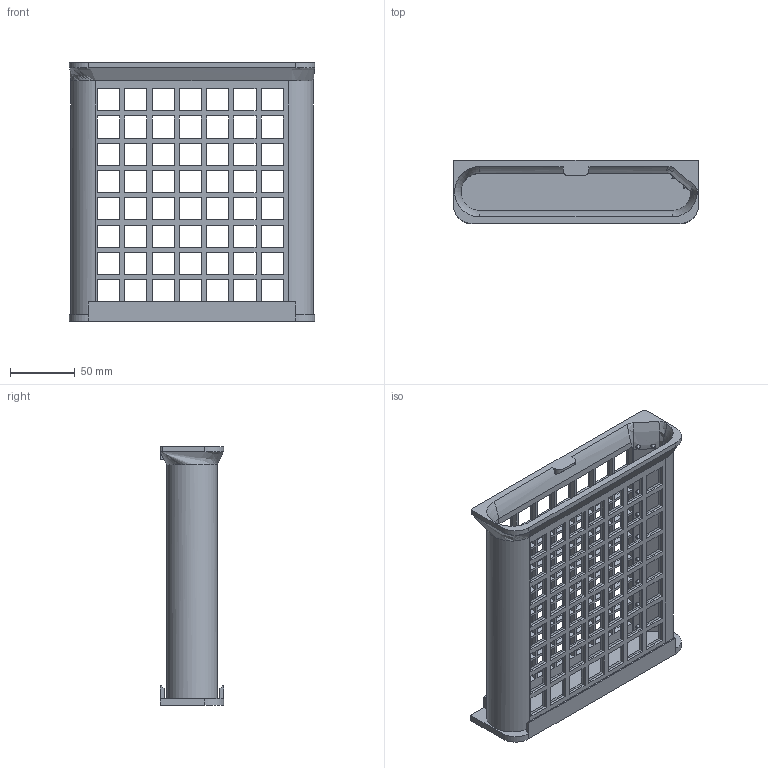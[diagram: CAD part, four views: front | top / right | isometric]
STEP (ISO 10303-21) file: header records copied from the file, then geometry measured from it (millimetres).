
FILE_DESCRIPTION(/* description */ (''),/* implementation_level */ '2;1');
FILE_NAME(/* name */ 'Fumes Desk Filter CA2 - carbon cartridge.step',/* time_stamp */ '2025-04-28T07:54:51-06:00',/* author */ (''),/* organization */ (''),/* preprocessor_version */ 'ST-DEVELOPER v20.1',/* originating_system */ 'Autodesk Translation Framework v14.4.0.0',/* authorisation */ '');
FILE_SCHEMA (('AUTOMOTIVE_DESIGN { 1 0 10303 214 3 1 1 }'));
Length unit declared in the file: millimetre
Products named in the file (1): carbon cartridge
Bounding box: 188.8 x 48.8 x 199 mm (x, y, z)
Volume: 290782 mm3; surface area: 161729.4 mm2
Topology: 3 solids, 3 shells, 1064 faces, 2633 edges, 1594 vertices
Faces by surface type: plane 970, cylinder 63, cone 26, torus 4, bspline 1
Full cylindrical faces by diameter (mm): 3 x18, 3.6 x18
Entity records: 31237 total; most frequent: CARTESIAN_POINT 5665, ORIENTED_EDGE 5266, DIRECTION 4906, EDGE_CURVE 2633, LINE 2460, VECTOR 2460, VERTEX_POINT 1594, EDGE_LOOP 1343
